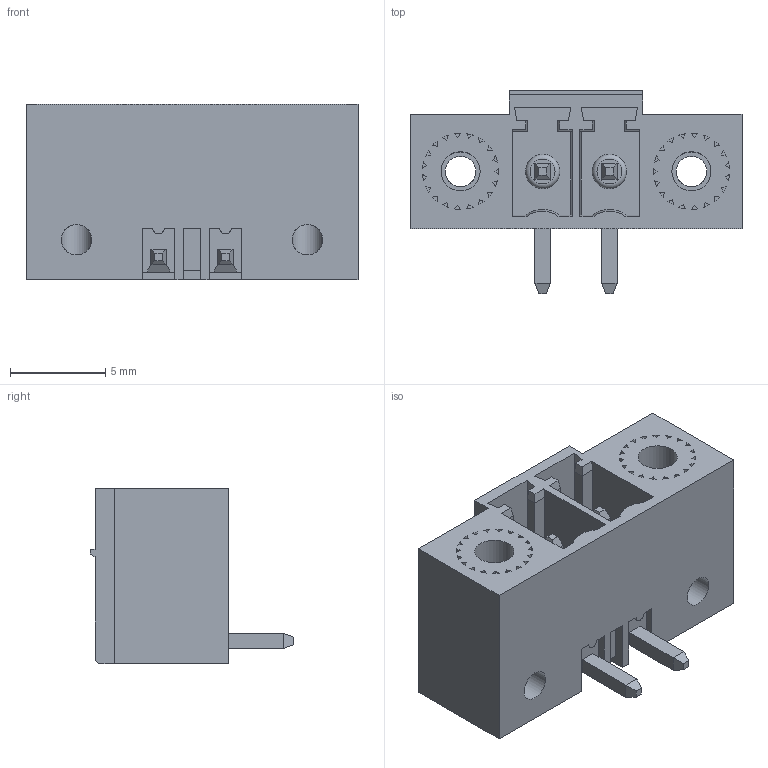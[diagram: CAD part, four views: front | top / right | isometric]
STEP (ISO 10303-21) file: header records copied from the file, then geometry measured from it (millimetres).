
FILE_DESCRIPTION(('STEP AP214'),'1');
FILE_NAME('PV02-3,5-H-K.stp','2018-11-29T16:52:43',(' '),(' '),'Spatial InterOp 3D',' ',' ');
FILE_SCHEMA(('AUTOMOTIVE_DESIGN { 1 0 10303 214 1 1 1 1 }'));
Length unit declared in the file: metre
Products named in the file (1): 1
Bounding box: 17.4 x 10.65 x 9.2 mm (x, y, z)
Volume: 744.2 mm3; surface area: 1178.4 mm2
Topology: 1 solids, 1 shells, 289 faces, 712 edges, 469 vertices
Faces by surface type: plane 234, cylinder 51, torus 2, cone 2
Full cylindrical faces by diameter (mm): 1.6 x4, 1.8 x2, 2.05 x2
Entity records: 10628 total; most frequent: CARTESIAN_POINT 1449, ORIENTED_EDGE 1378, DIRECTION 1373, EDGE_CURVE 689, LINE 577, VECTOR 577, VERTEX_POINT 458, AXIS2_PLACEMENT_3D 398
